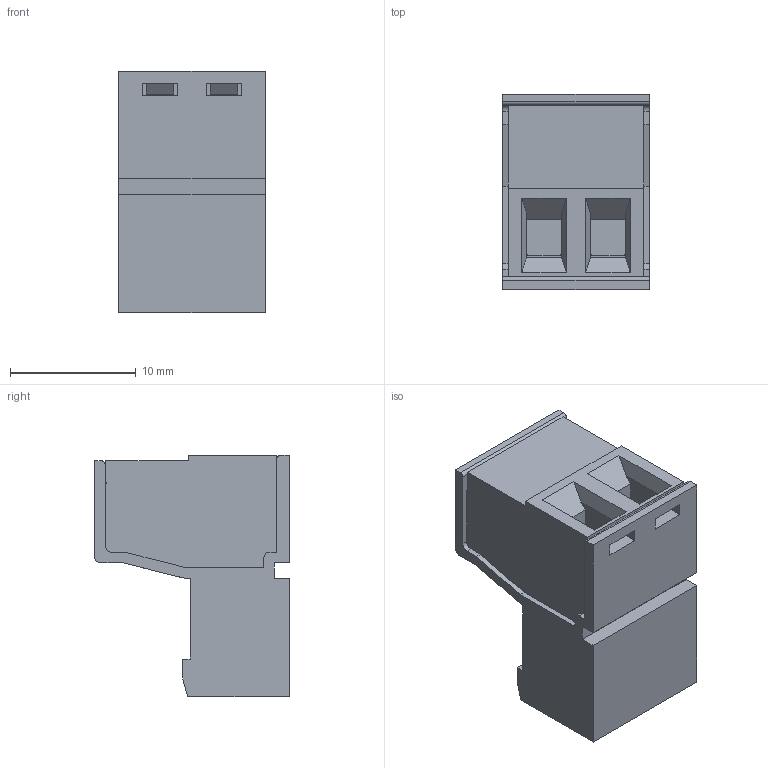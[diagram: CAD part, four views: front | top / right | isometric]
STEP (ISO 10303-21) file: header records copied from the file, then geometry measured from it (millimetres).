
FILE_DESCRIPTION(('STEP AP214'),'1');
FILE_NAME('SF02-5,08-P.stp','2021-04-01T15:37:36',(' '),(' '),'Spatial InterOp 3D',' ',' ');
FILE_SCHEMA(('automotive_design'));
Length unit declared in the file: metre
Products named in the file (1): 1
Bounding box: 11.66 x 15.5 x 19.2 mm (x, y, z)
Volume: 1813.3 mm3; surface area: 1882.6 mm2
Topology: 1 solids, 1 shells, 198 faces, 543 edges, 352 vertices
Faces by surface type: plane 166, cylinder 25, cone 6, extrusion 1
Full cylindrical faces by diameter (mm): 2.5 x2, 3.8 x2, 4 x2
Entity records: 7711 total; most frequent: CARTESIAN_POINT 1102, ORIENTED_EDGE 1054, DIRECTION 978, EDGE_CURVE 527, VECTOR 462, LINE 461, VERTEX_POINT 346, AXIS2_PLACEMENT_3D 258
